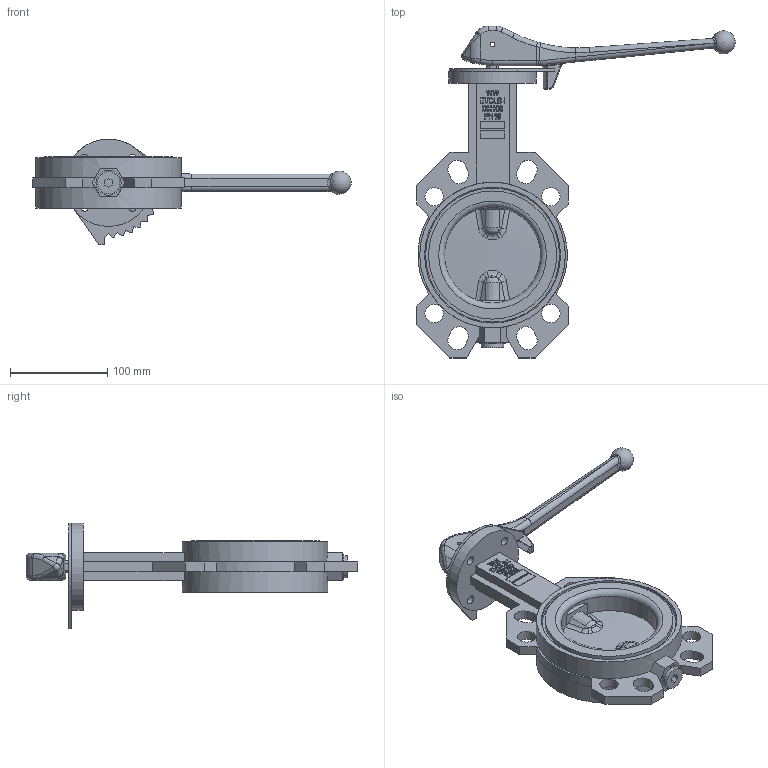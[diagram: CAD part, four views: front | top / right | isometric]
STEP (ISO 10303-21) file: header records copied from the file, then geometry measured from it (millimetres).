
FILE_DESCRIPTION(/* description */ ('STEP AP214'),/* implementation_level */ '2;1');
FILE_NAME(/* name */ '2311bs100_stp_1.step',/* time_stamp */ '2025-10-23T13:13:25+02:00',/* author */ (''),/* organization */ (''),/* preprocessor_version */ 'ST-DEVELOPER v20.1',/* originating_system */ 'Autodesk Translation Framework v14.17.0.0',/* authorisation */ '');
FILE_SCHEMA (('AUTOMOTIVE_DESIGN { 1 0 10303 214 3 1 1 }'));
Length unit declared in the file: millimetre
Products named in the file (2): EVCLS-i DN100 PN16 F07-L12; EV-SERIES LEVER L2
Assembly tree (1 placements, depth 2):
  EVCLS-i DN100 PN16 F07-L12
    EV-SERIES LEVER L2
Bounding box: 327.91 x 342 x 109 mm (x, y, z)
Volume: 991097 mm3; surface area: 173833.9 mm2
Topology: 2 solids, 2 shells, 595 faces, 1545 edges, 978 vertices
Faces by surface type: plane 296, bspline 146, cylinder 103, torus 32, cone 12, sphere 6
Full cylindrical faces by diameter (mm): 5 x2, 9 x4, 14 x1, 16 x1, 19 x4, 23 x1, 26 x1, 55 x1, 90 x1, 99 x1, 132 x2, 140 x2, 150 x2
Entity records: 26481 total; most frequent: CARTESIAN_POINT 12157, ORIENTED_EDGE 3062, DIRECTION 2503, EDGE_CURVE 1531, VERTEX_POINT 978, LINE 887, VECTOR 887, AXIS2_PLACEMENT_3D 808
